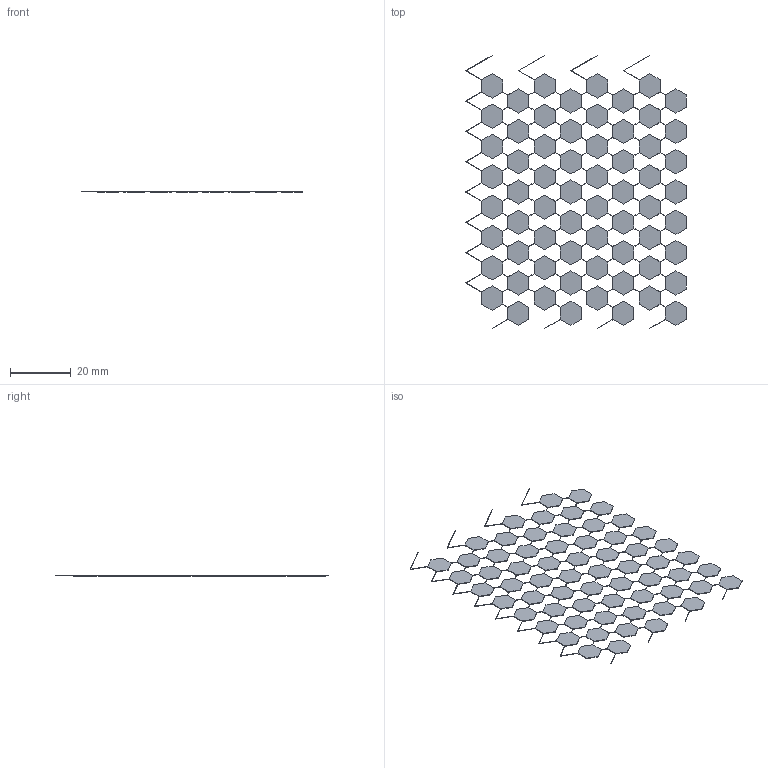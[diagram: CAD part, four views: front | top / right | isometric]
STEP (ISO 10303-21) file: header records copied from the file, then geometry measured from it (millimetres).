
FILE_DESCRIPTION(('STEP AP242'), '1');
FILE_NAME('Hex-2', '', ('UNSPECIFIED'), ('UNSPECIFIED'), 'C3D Converter', 'C3D Toolkit', '');
FILE_SCHEMA(('AP242_MANAGED_MODEL_BASED_3D_ENGINEERING_MIM_LF { 1 0 10303 442 1 1 4 }'));
Length unit declared in the file: millimetre
Bounding box: 72.84 x 90.09 x 0.2 mm (x, y, z)
Volume: 534 mm3; surface area: 5740.9 mm2
Topology: 1 solids, 1 shells, 830 faces, 2629 edges, 1756 vertices
Faces by surface type: plane 830
Entity records: 28668 total; most frequent: ORIENTED_EDGE 5244, CARTESIAN_POINT 5215, DIRECTION 4284, EDGE_CURVE 2622, LINE 2622, VECTOR 2622, VERTEX_POINT 1748, FACE_BOUND 876
